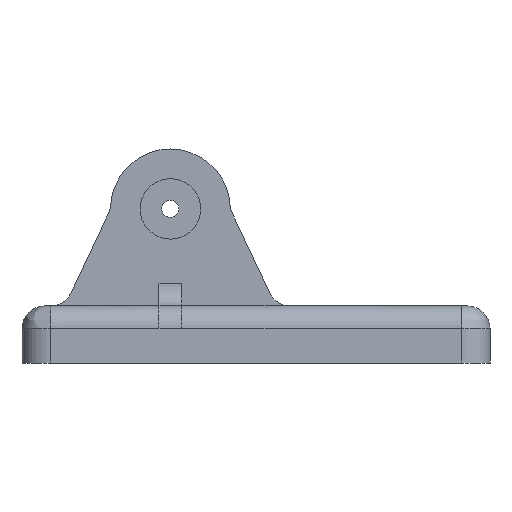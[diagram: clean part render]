
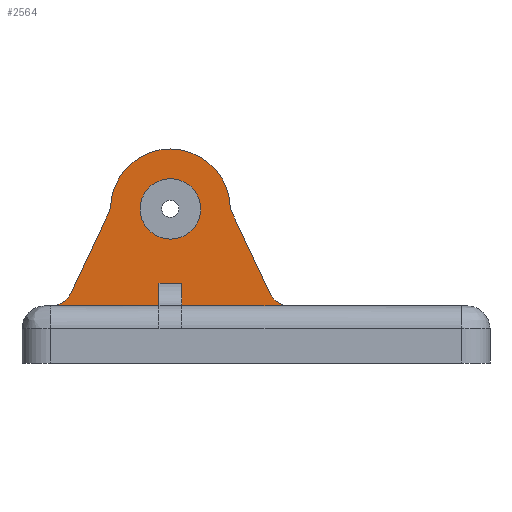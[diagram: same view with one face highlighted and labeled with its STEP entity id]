
A CAD part, front view. The second image highlights one B-rep face of the part: STEP entity #2564.
In plain terms, the highlighted planar face has unit normal (0, -1, 0).
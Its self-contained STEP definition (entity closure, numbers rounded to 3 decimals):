
#27=FACE_BOUND('',#358,.T.);
#85=PLANE('',#2838);
#217=FACE_OUTER_BOUND('',#357,.T.);
#357=EDGE_LOOP('',(#2178,#2179,#2180,#2181,#2182,#2183,#2184,#2185,#2186,
#2187,#2188,#2189,#2190));
#358=EDGE_LOOP('',(#2191));
#452=LINE('',#3794,#700);
#502=LINE('',#4126,#750);
#525=LINE('',#4237,#773);
#530=LINE('',#4260,#778);
#574=LINE('',#4446,#822);
#577=LINE('',#4451,#825);
#610=LINE('',#4513,#858);
#611=LINE('',#4514,#859);
#612=LINE('',#4515,#860);
#613=LINE('',#4516,#861);
#700=VECTOR('',#2990,1.);
#750=VECTOR('',#3104,1.);
#773=VECTOR('',#3229,1.);
#778=VECTOR('',#3256,1.);
#822=VECTOR('',#3452,1.);
#825=VECTOR('',#3457,1.);
#858=VECTOR('',#3544,1.);
#859=VECTOR('',#3545,1.);
#860=VECTOR('',#3546,1.);
#861=VECTOR('',#3547,1.);
#995=CIRCLE('',#2760,5.3);
#996=CIRCLE('',#2762,10.5);
#998=CIRCLE('',#2765,4.);
#1000=CIRCLE('',#2768,4.);
#1096=VERTEX_POINT('',#3791);
#1097=VERTEX_POINT('',#3793);
#1104=VERTEX_POINT('',#3807);
#1154=VERTEX_POINT('',#4123);
#1155=VERTEX_POINT('',#4125);
#1191=VERTEX_POINT('',#4234);
#1192=VERTEX_POINT('',#4236);
#1198=VERTEX_POINT('',#4257);
#1199=VERTEX_POINT('',#4259);
#1215=VERTEX_POINT('',#4313);
#1216=VERTEX_POINT('',#4317);
#1217=VERTEX_POINT('',#4318);
#1220=VERTEX_POINT('',#4326);
#1222=VERTEX_POINT('',#4332);
#1353=EDGE_CURVE('',#1096,#1097,#452,.T.);
#1425=EDGE_CURVE('',#1155,#1154,#502,.T.);
#1479=EDGE_CURVE('',#1192,#1191,#525,.T.);
#1492=EDGE_CURVE('',#1199,#1198,#530,.T.);
#1521=EDGE_CURVE('',#1215,#1215,#995,.F.);
#1522=EDGE_CURVE('',#1216,#1217,#996,.T.);
#1526=EDGE_CURVE('',#1220,#1104,#998,.T.);
#1529=EDGE_CURVE('',#1096,#1222,#1000,.T.);
#1582=EDGE_CURVE('',#1191,#1155,#574,.T.);
#1585=EDGE_CURVE('',#1154,#1199,#577,.T.);
#1618=EDGE_CURVE('',#1097,#1198,#610,.T.);
#1619=EDGE_CURVE('',#1216,#1222,#611,.T.);
#1620=EDGE_CURVE('',#1220,#1217,#612,.T.);
#1621=EDGE_CURVE('',#1192,#1104,#613,.T.);
#2178=ORIENTED_EDGE('',*,*,#1479,.T.);
#2179=ORIENTED_EDGE('',*,*,#1582,.T.);
#2180=ORIENTED_EDGE('',*,*,#1425,.T.);
#2181=ORIENTED_EDGE('',*,*,#1585,.T.);
#2182=ORIENTED_EDGE('',*,*,#1492,.T.);
#2183=ORIENTED_EDGE('',*,*,#1618,.F.);
#2184=ORIENTED_EDGE('',*,*,#1353,.F.);
#2185=ORIENTED_EDGE('',*,*,#1529,.T.);
#2186=ORIENTED_EDGE('',*,*,#1619,.F.);
#2187=ORIENTED_EDGE('',*,*,#1522,.T.);
#2188=ORIENTED_EDGE('',*,*,#1620,.F.);
#2189=ORIENTED_EDGE('',*,*,#1526,.T.);
#2190=ORIENTED_EDGE('',*,*,#1621,.F.);
#2191=ORIENTED_EDGE('',*,*,#1521,.T.);
#2564=ADVANCED_FACE('',(#217,#27),#85,.F.);
#2760=AXIS2_PLACEMENT_3D('',#4315,#3320,#3321);
#2762=AXIS2_PLACEMENT_3D('',#4319,#3324,#3325);
#2765=AXIS2_PLACEMENT_3D('',#4327,#3332,#3333);
#2768=AXIS2_PLACEMENT_3D('',#4333,#3339,#3340);
#2838=AXIS2_PLACEMENT_3D('',#4512,#3542,#3543);
#2990=DIRECTION('',(1.,0.,0.));
#3104=DIRECTION('',(1.,0.,0.));
#3229=DIRECTION('',(1.,0.,0.));
#3256=DIRECTION('',(1.,0.,0.));
#3320=DIRECTION('center_axis',(0.,-1.,0.));
#3321=DIRECTION('ref_axis',(0.,0.,1.));
#3324=DIRECTION('center_axis',(0.,-1.,0.));
#3325=DIRECTION('ref_axis',(0.,0.,-1.));
#3332=DIRECTION('center_axis',(0.,1.,0.));
#3333=DIRECTION('ref_axis',(0.,0.,-1.));
#3339=DIRECTION('center_axis',(0.,1.,0.));
#3340=DIRECTION('ref_axis',(0.,0.,-1.));
#3452=DIRECTION('',(0.,0.,1.));
#3457=DIRECTION('',(0.,0.,-1.));
#3542=DIRECTION('center_axis',(0.,1.,0.));
#3543=DIRECTION('ref_axis',(0.,0.,1.));
#3544=DIRECTION('',(0.,0.,-1.));
#3545=DIRECTION('',(0.424,0.,-0.906));
#3546=DIRECTION('',(0.424,0.,0.906));
#3547=DIRECTION('',(0.,0.,1.));
#3791=CARTESIAN_POINT('',(-111.,-204.,100.));
#3793=CARTESIAN_POINT('',(-81.,-204.,100.));
#3794=CARTESIAN_POINT('',(-124.978,-204.,100.));
#3807=CARTESIAN_POINT('',(-153.,-204.,100.));
#4123=CARTESIAN_POINT('',(-130.,-204.,104.));
#4125=CARTESIAN_POINT('',(-134.,-204.,104.));
#4126=CARTESIAN_POINT('',(-130.,-204.,104.));
#4234=CARTESIAN_POINT('',(-134.,-204.,96.));
#4236=CARTESIAN_POINT('',(-153.,-204.,96.));
#4237=CARTESIAN_POINT('',(-134.,-204.,96.));
#4257=CARTESIAN_POINT('',(-81.,-204.,96.));
#4259=CARTESIAN_POINT('',(-130.,-204.,96.));
#4260=CARTESIAN_POINT('',(-81.,-204.,96.));
#4313=CARTESIAN_POINT('',(-132.,-204.,111.7));
#4315=CARTESIAN_POINT('Origin',(-132.,-204.,117.));
#4317=CARTESIAN_POINT('',(-121.5,-204.,117.));
#4318=CARTESIAN_POINT('',(-142.5,-204.,117.));
#4319=CARTESIAN_POINT('Origin',(-132.,-204.,117.));
#4326=CARTESIAN_POINT('',(-149.377,-204.,102.305));
#4327=CARTESIAN_POINT('Origin',(-153.,-204.,104.));
#4332=CARTESIAN_POINT('',(-114.623,-204.,102.305));
#4333=CARTESIAN_POINT('Origin',(-111.,-204.,104.));
#4446=CARTESIAN_POINT('',(-134.,-204.,106.229));
#4451=CARTESIAN_POINT('',(-130.,-204.,106.229));
#4512=CARTESIAN_POINT('Origin',(-131.669,-204.,115.03));
#4513=CARTESIAN_POINT('',(-81.,-204.,104.411));
#4514=CARTESIAN_POINT('',(-120.316,-204.,114.47));
#4515=CARTESIAN_POINT('',(-143.625,-204.,114.597));
#4516=CARTESIAN_POINT('',(-153.,-204.,104.411));
